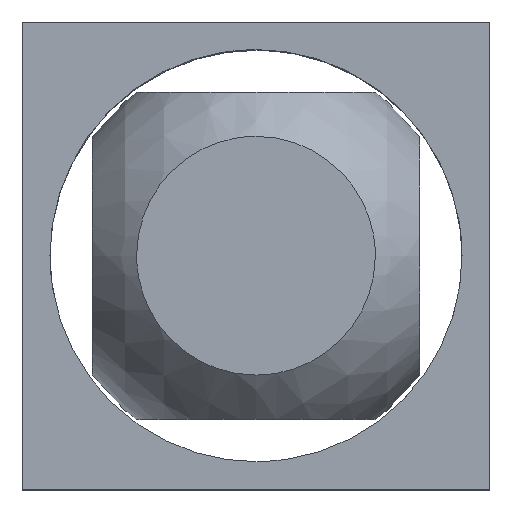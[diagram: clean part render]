
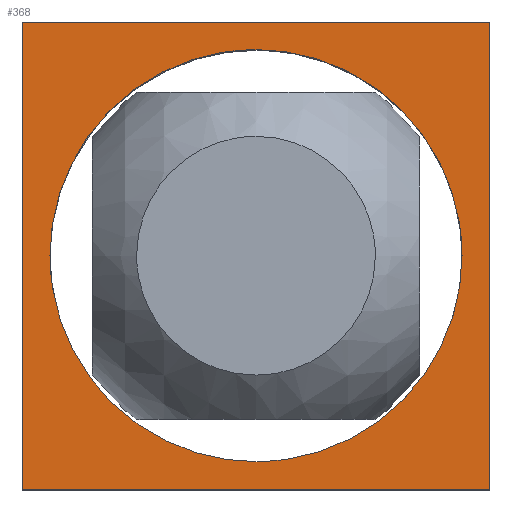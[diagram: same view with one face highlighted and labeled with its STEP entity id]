
A CAD part, top view. The second image highlights one B-rep face of the part: STEP entity #368.
In plain terms, the highlighted planar face has unit normal (0, 0, 1).
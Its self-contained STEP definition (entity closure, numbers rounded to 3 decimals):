
#10=CARTESIAN_POINT('',(1.5,-1.5,1.5));
#11=VERTEX_POINT('',#10);
#28=CARTESIAN_POINT('',(1.5,1.5,1.5));
#29=VERTEX_POINT('',#28);
#36=CARTESIAN_POINT('',(1.5,-1.5,1.5));
#37=DIRECTION('',(0.0,1.0,0.0));
#38=VECTOR('',#37,3.0);
#39=LINE('',#36,#38);
#40=EDGE_CURVE('',#11,#29,#39,.T.);
#95=CARTESIAN_POINT('',(-1.5,1.5,1.5));
#96=VERTEX_POINT('',#95);
#103=CARTESIAN_POINT('',(1.5,1.5,1.5));
#104=DIRECTION('',(-1.0,0.0,0.0));
#105=VECTOR('',#104,3.0);
#106=LINE('',#103,#105);
#107=EDGE_CURVE('',#29,#96,#106,.T.);
#162=CARTESIAN_POINT('',(-1.5,-1.5,1.5));
#163=VERTEX_POINT('',#162);
#170=CARTESIAN_POINT('',(-1.5,1.5,1.5));
#171=DIRECTION('',(0.0,-1.0,0.0));
#172=VECTOR('',#171,3.0);
#173=LINE('',#170,#172);
#174=EDGE_CURVE('',#96,#163,#173,.T.);
#228=CARTESIAN_POINT('',(-1.5,-1.5,1.5));
#229=DIRECTION('',(1.0,0.0,0.0));
#230=VECTOR('',#229,3.0);
#231=LINE('',#228,#230);
#232=EDGE_CURVE('',#163,#11,#231,.T.);
#321=CARTESIAN_POINT('',(0.0,0.0,1.5));
#322=DIRECTION('',(0.0,0.0,1.0));
#323=DIRECTION('',(1.0,0.0,0.0));
#324=AXIS2_PLACEMENT_3D('',#321,#322,#323);
#325=PLANE('',#324);
#326=ORIENTED_EDGE('',*,*,#40,.T.);
#327=ORIENTED_EDGE('',*,*,#107,.T.);
#328=ORIENTED_EDGE('',*,*,#174,.T.);
#329=ORIENTED_EDGE('',*,*,#232,.T.);
#330=EDGE_LOOP('',(#326,#327,#328,#329));
#331=FACE_OUTER_BOUND('',#330,.T.);
#332=CARTESIAN_POINT('',(0.,-1.323,1.5));
#333=VERTEX_POINT('',#332);
#334=CARTESIAN_POINT('',(0.0,1.323,1.5));
#335=VERTEX_POINT('',#334);
#336=CARTESIAN_POINT('',(0.0,-1.323,1.5));
#337=CARTESIAN_POINT('',(-1.323,-1.323,1.5));
#338=CARTESIAN_POINT('',(-1.323,0.0,1.5));
#339=CARTESIAN_POINT('',(-1.323,1.323,1.5));
#340=CARTESIAN_POINT('',(0.0,1.323,1.5));
#348=(BOUNDED_CURVE()B_SPLINE_CURVE(2,(#336,#337,#338,#339,#340),.UNSPECIFIED.,.F.,.U.)B_SPLINE_CURVE_WITH_KNOTS((3,2,3),(0.0,0.25,0.5),.UNSPECIFIED.)CURVE()GEOMETRIC_REPRESENTATION_ITEM()RATIONAL_B_SPLINE_CURVE((1.0,0.707,1.0,0.707,1.0))REPRESENTATION_ITEM(''));
#349=EDGE_CURVE('',#333,#335,#348,.T.);
#350=ORIENTED_EDGE('',*,*,#349,.T.);
#351=CARTESIAN_POINT('',(0.0,1.323,1.5));
#352=CARTESIAN_POINT('',(1.323,1.323,1.5));
#353=CARTESIAN_POINT('',(1.323,0.0,1.5));
#354=CARTESIAN_POINT('',(1.323,-1.323,1.5));
#355=CARTESIAN_POINT('',(0.0,-1.323,1.5));
#363=(BOUNDED_CURVE()B_SPLINE_CURVE(2,(#351,#352,#353,#354,#355),.UNSPECIFIED.,.F.,.U.)B_SPLINE_CURVE_WITH_KNOTS((3,2,3),(0.5,0.75,1.0),.UNSPECIFIED.)CURVE()GEOMETRIC_REPRESENTATION_ITEM()RATIONAL_B_SPLINE_CURVE((1.0,0.707,1.0,0.707,1.0))REPRESENTATION_ITEM(''));
#364=EDGE_CURVE('',#335,#333,#363,.T.);
#365=ORIENTED_EDGE('',*,*,#364,.T.);
#366=EDGE_LOOP('',(#350,#365));
#367=FACE_BOUND('',#366,.T.);
#368=ADVANCED_FACE('',(#331,#367),#325,.T.);
